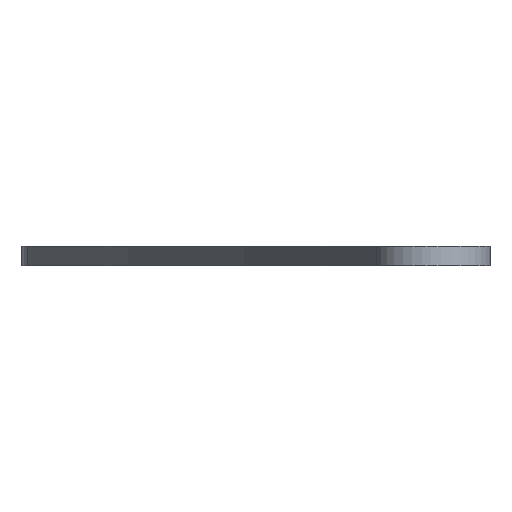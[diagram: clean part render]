
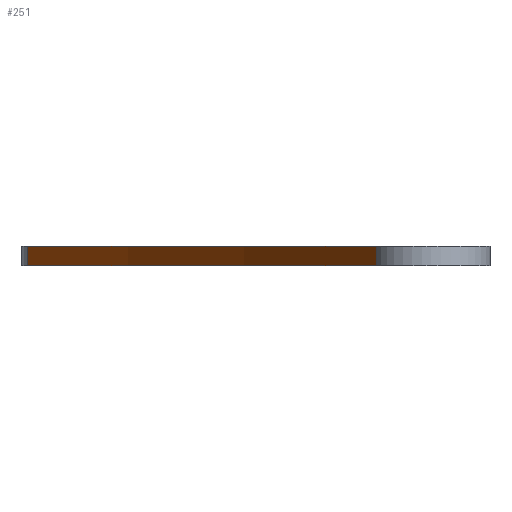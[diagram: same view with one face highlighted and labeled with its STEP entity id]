
A CAD part, left-side view. The second image highlights one B-rep face of the part: STEP entity #251.
In plain terms, the highlighted cylindrical face has radius 1150 mm (diameter 2300 mm), a partial arc.
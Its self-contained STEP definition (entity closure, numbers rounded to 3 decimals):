
#36 = LINE ( 'NONE', #272, #252 ) ;
#76 = EDGE_CURVE ( 'NONE', #161, #232, #221, .T. ) ;
#107 = CARTESIAN_POINT ( 'NONE',  ( -192.013, 171.254, 0. ) ) ;
#148 = DIRECTION ( 'NONE',  ( 0., 0., 1. ) ) ;
#158 = ORIENTED_EDGE ( 'NONE', *, *, #722, .T. ) ;
#161 = VERTEX_POINT ( 'NONE', #218 ) ;
#165 = FACE_OUTER_BOUND ( 'NONE', #551, .T. ) ;
#209 = EDGE_CURVE ( 'NONE', #232, #264, #310, .T. ) ;
#218 = CARTESIAN_POINT ( 'NONE',  ( -39.281, 224.24, -3. ) ) ;
#221 = LINE ( 'NONE', #267, #662 ) ;
#229 = CARTESIAN_POINT ( 'NONE',  ( -192.013, 171.254, -3. ) ) ;
#232 = VERTEX_POINT ( 'NONE', #645 ) ;
#236 = AXIS2_PLACEMENT_3D ( 'NONE', #279, #755, #693 ) ;
#251 = ADVANCED_FACE ( 'NONE', ( #165 ), #599, .T. ) ;
#252 = VECTOR ( 'NONE', #526, 1000. ) ;
#254 = ORIENTED_EDGE ( 'NONE', *, *, #788, .T. ) ;
#264 = VERTEX_POINT ( 'NONE', #107 ) ;
#267 = CARTESIAN_POINT ( 'NONE',  ( -39.281, 224.24, -3. ) ) ;
#272 = CARTESIAN_POINT ( 'NONE',  ( -192.013, 171.254, -3. ) ) ;
#279 = CARTESIAN_POINT ( 'NONE',  ( 260.342, -886.042, -3. ) ) ;
#289 = CARTESIAN_POINT ( 'NONE',  ( 260.342, -886.042, -3. ) ) ;
#302 = VERTEX_POINT ( 'NONE', #229 ) ;
#310 = CIRCLE ( 'NONE', #480, 1150. ) ;
#350 = CARTESIAN_POINT ( 'NONE',  ( 260.342, -886.042, 0. ) ) ;
#412 = DIRECTION ( 'NONE',  ( 1., 0., 0. ) ) ;
#417 = DIRECTION ( 'NONE',  ( 1., 0., 0. ) ) ;
#444 = ORIENTED_EDGE ( 'NONE', *, *, #76, .F. ) ;
#480 = AXIS2_PLACEMENT_3D ( 'NONE', #350, #705, #417 ) ;
#526 = DIRECTION ( 'NONE',  ( 0., 0., 1. ) ) ;
#551 = EDGE_LOOP ( 'NONE', ( #563, #444, #254, #158 ) ) ;
#563 = ORIENTED_EDGE ( 'NONE', *, *, #209, .F. ) ;
#590 = AXIS2_PLACEMENT_3D ( 'NONE', #289, #148, #412 ) ;
#599 = CYLINDRICAL_SURFACE ( 'NONE', #590, 1150. ) ;
#645 = CARTESIAN_POINT ( 'NONE',  ( -39.281, 224.24, 0. ) ) ;
#662 = VECTOR ( 'NONE', #685, 1000. ) ;
#683 = CIRCLE ( 'NONE', #236, 1150. ) ;
#685 = DIRECTION ( 'NONE',  ( 0., 0., 1. ) ) ;
#693 = DIRECTION ( 'NONE',  ( 1., 0., 0. ) ) ;
#705 = DIRECTION ( 'NONE',  ( 0., 0., 1. ) ) ;
#722 = EDGE_CURVE ( 'NONE', #302, #264, #36, .T. ) ;
#755 = DIRECTION ( 'NONE',  ( 0., 0., 1. ) ) ;
#788 = EDGE_CURVE ( 'NONE', #161, #302, #683, .T. ) ;
